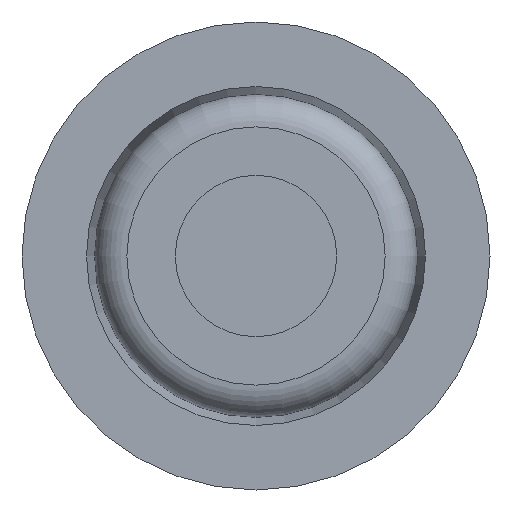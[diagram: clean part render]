
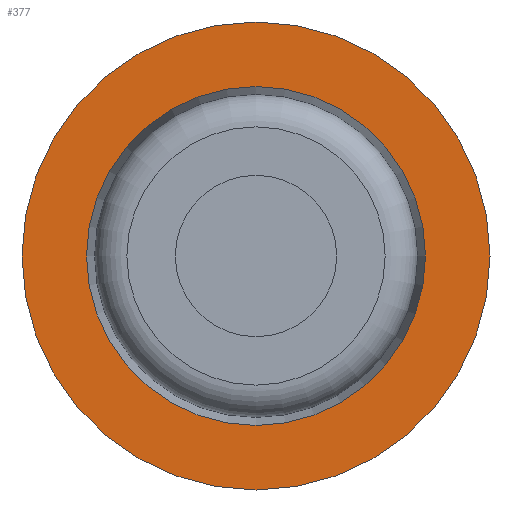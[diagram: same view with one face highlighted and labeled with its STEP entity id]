
A CAD part, front view. The second image highlights one B-rep face of the part: STEP entity #377.
In plain terms, the highlighted planar face has unit normal (0, -1, 0).
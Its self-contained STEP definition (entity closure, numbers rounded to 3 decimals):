
#26=PLANE('',#410);
#53=ORIENTED_EDGE('',*,*,#87,.F.);
#54=ORIENTED_EDGE('',*,*,#86,.T.);
#86=EDGE_CURVE('',#106,#106,#126,.T.);
#87=EDGE_CURVE('',#107,#107,#127,.T.);
#106=VERTEX_POINT('',#542);
#107=VERTEX_POINT('',#545);
#126=CIRCLE('',#409,14.5);
#127=CIRCLE('',#411,10.5);
#153=EDGE_LOOP('',(#53));
#154=EDGE_LOOP('',(#54));
#193=FACE_BOUND('',#153,.T.);
#194=FACE_BOUND('',#154,.T.);
#377=ADVANCED_FACE('',(#193,#194),#26,.F.);
#409=AXIS2_PLACEMENT_3D('',#541,#465,#466);
#410=AXIS2_PLACEMENT_3D('',#543,#467,#468);
#411=AXIS2_PLACEMENT_3D('',#544,#469,#470);
#465=DIRECTION('',(0.,-1.,0.));
#466=DIRECTION('',(0.,0.,-1.));
#467=DIRECTION('',(0.,1.,0.));
#468=DIRECTION('',(0.,0.,1.));
#469=DIRECTION('',(0.,-1.,0.));
#470=DIRECTION('',(0.,0.,-1.));
#541=CARTESIAN_POINT('',(0.,0.,0.));
#542=CARTESIAN_POINT('',(0.,0.,-14.5));
#543=CARTESIAN_POINT('',(14.5,0.,0.));
#544=CARTESIAN_POINT('',(0.,0.,0.));
#545=CARTESIAN_POINT('',(0.,0.,-10.5));
